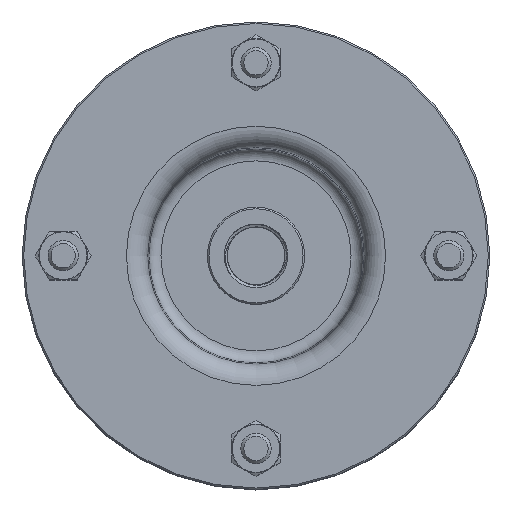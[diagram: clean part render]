
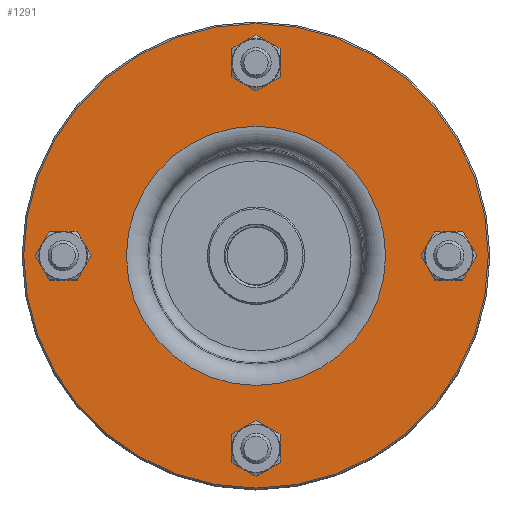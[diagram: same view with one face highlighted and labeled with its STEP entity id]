
A CAD part, top view. The second image highlights one B-rep face of the part: STEP entity #1291.
In plain terms, the highlighted planar face has unit normal (0, 0, 1).
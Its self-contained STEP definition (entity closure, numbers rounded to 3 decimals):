
#1291=ADVANCED_FACE('',(#1741,#1742,#1743,#1744,#1745,#1746),#1426,.T.);
#1426=PLANE('',#5153);
#1741=FACE_BOUND('',#2265,.T.);
#1742=FACE_BOUND('',#2266,.T.);
#1743=FACE_BOUND('',#2267,.T.);
#1744=FACE_BOUND('',#2268,.T.);
#1745=FACE_BOUND('',#2269,.T.);
#1746=FACE_BOUND('',#2270,.T.);
#2265=EDGE_LOOP('',(#3307));
#2266=EDGE_LOOP('',(#3308));
#2267=EDGE_LOOP('',(#3309));
#2268=EDGE_LOOP('',(#3310));
#2269=EDGE_LOOP('',(#3311));
#2270=EDGE_LOOP('',(#3312));
#3307=ORIENTED_EDGE('',*,*,#4260,.T.);
#3308=ORIENTED_EDGE('',*,*,#4261,.F.);
#3309=ORIENTED_EDGE('',*,*,#4262,.F.);
#3310=ORIENTED_EDGE('',*,*,#4263,.F.);
#3311=ORIENTED_EDGE('',*,*,#4264,.F.);
#3312=ORIENTED_EDGE('',*,*,#4265,.F.);
#3735=VERTEX_POINT('',#8229);
#3736=VERTEX_POINT('',#8231);
#3737=VERTEX_POINT('',#8233);
#3738=VERTEX_POINT('',#8235);
#3739=VERTEX_POINT('',#8237);
#3740=VERTEX_POINT('',#8239);
#4260=EDGE_CURVE('',#3735,#3735,#4551,.T.);
#4261=EDGE_CURVE('',#3736,#3736,#4552,.T.);
#4262=EDGE_CURVE('',#3737,#3737,#4553,.T.);
#4263=EDGE_CURVE('',#3738,#3738,#4554,.T.);
#4264=EDGE_CURVE('',#3739,#3739,#4555,.T.);
#4265=EDGE_CURVE('',#3740,#3740,#4556,.T.);
#4551=CIRCLE('',#5147,76.5);
#4552=CIRCLE('',#5148,5.75);
#4553=CIRCLE('',#5149,5.75);
#4554=CIRCLE('',#5150,5.75);
#4555=CIRCLE('',#5151,5.75);
#4556=CIRCLE('',#5152,42.67);
#5147=AXIS2_PLACEMENT_3D('',#8228,#6383,#6384);
#5148=AXIS2_PLACEMENT_3D('',#8230,#6385,#6386);
#5149=AXIS2_PLACEMENT_3D('',#8232,#6387,#6388);
#5150=AXIS2_PLACEMENT_3D('',#8234,#6389,#6390);
#5151=AXIS2_PLACEMENT_3D('',#8236,#6391,#6392);
#5152=AXIS2_PLACEMENT_3D('',#8238,#6393,#6394);
#5153=AXIS2_PLACEMENT_3D('',#8240,#6395,#6396);
#6383=DIRECTION('',(0.,0.,1.));
#6384=DIRECTION('',(1.,0.,0.));
#6385=DIRECTION('',(0.,0.,1.));
#6386=DIRECTION('',(1.,0.,0.));
#6387=DIRECTION('',(0.,0.,1.));
#6388=DIRECTION('',(1.,0.,0.));
#6389=DIRECTION('',(0.,0.,1.));
#6390=DIRECTION('',(1.,0.,0.));
#6391=DIRECTION('',(0.,0.,1.));
#6392=DIRECTION('',(1.,0.,0.));
#6393=DIRECTION('',(0.,0.,1.));
#6394=DIRECTION('',(1.,0.,0.));
#6395=DIRECTION('',(0.,0.,1.));
#6396=DIRECTION('',(1.,0.,0.));
#8228=CARTESIAN_POINT('',(0.,0.,72.8));
#8229=CARTESIAN_POINT('',(76.5,0.,72.8));
#8230=CARTESIAN_POINT('',(0.,-63.5,72.8));
#8231=CARTESIAN_POINT('',(5.75,-63.5,72.8));
#8232=CARTESIAN_POINT('',(-63.5,0.,72.8));
#8233=CARTESIAN_POINT('',(-57.75,0.,72.8));
#8234=CARTESIAN_POINT('',(0.,63.5,72.8));
#8235=CARTESIAN_POINT('',(5.75,63.5,72.8));
#8236=CARTESIAN_POINT('',(63.5,0.,72.8));
#8237=CARTESIAN_POINT('',(69.25,0.,72.8));
#8238=CARTESIAN_POINT('',(0.,0.,72.8));
#8239=CARTESIAN_POINT('',(42.67,0.,72.8));
#8240=CARTESIAN_POINT('',(42.67,0.,72.8));
